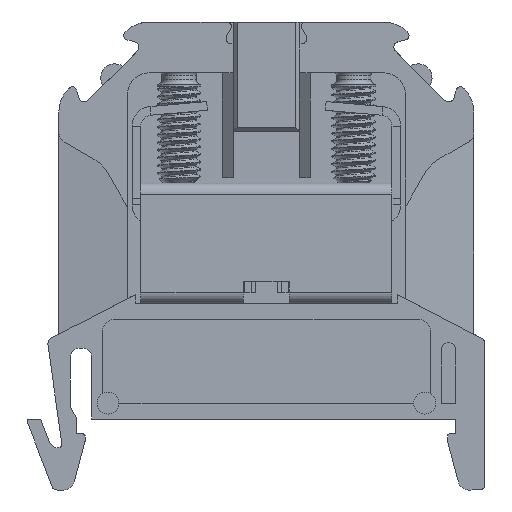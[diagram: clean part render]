
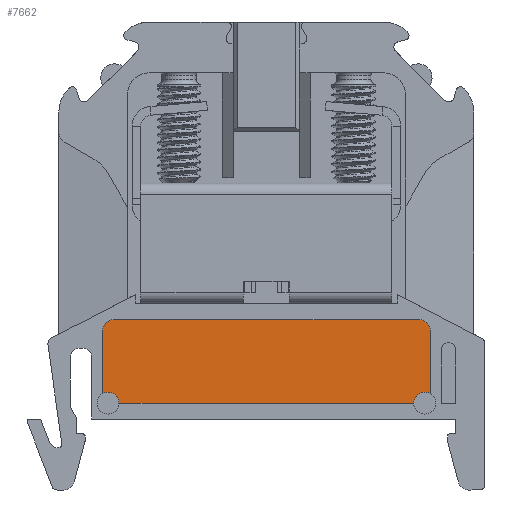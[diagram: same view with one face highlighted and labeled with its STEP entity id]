
A CAD part, front view. The second image highlights one B-rep face of the part: STEP entity #7662.
In plain terms, the highlighted planar face has unit normal (0, -1, 0).
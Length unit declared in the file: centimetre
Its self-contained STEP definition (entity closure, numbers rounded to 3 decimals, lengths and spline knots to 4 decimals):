
#181=PLANE('',#8260);
#624=FACE_OUTER_BOUND('',#1088,.T.);
#1088=EDGE_LOOP('',(#6512,#6513,#6514,#6515,#6516,#6517,#6518,#6519));
#1391=CIRCLE('',#8104,0.1);
#1392=CIRCLE('',#8107,0.1);
#1431=CIRCLE('',#8255,0.1);
#1432=CIRCLE('',#8258,0.1);
#1956=LINE('',#16130,#2729);
#2154=LINE('',#16625,#2927);
#2156=LINE('',#16632,#2929);
#2159=LINE('',#16639,#2932);
#2729=VECTOR('',#9372,2.7);
#2927=VECTOR('',#9866,0.5784);
#2929=VECTOR('',#9874,2.8);
#2932=VECTOR('',#9883,0.5784);
#3662=VERTEX_POINT('',#16122);
#3663=VERTEX_POINT('',#16123);
#3664=VERTEX_POINT('',#16128);
#3665=VERTEX_POINT('',#16132);
#3801=VERTEX_POINT('',#16623);
#3802=VERTEX_POINT('',#16627);
#3803=VERTEX_POINT('',#16631);
#3804=VERTEX_POINT('',#16635);
#4531=EDGE_CURVE('',#3662,#3663,#1391,.T.);
#4535=EDGE_CURVE('',#3663,#3664,#1956,.T.);
#4536=EDGE_CURVE('',#3664,#3665,#1392,.T.);
#4778=EDGE_CURVE('',#3665,#3801,#2154,.T.);
#4779=EDGE_CURVE('',#3801,#3802,#1431,.T.);
#4781=EDGE_CURVE('',#3802,#3803,#2156,.T.);
#4783=EDGE_CURVE('',#3803,#3804,#1432,.T.);
#4785=EDGE_CURVE('',#3804,#3662,#2159,.T.);
#6512=ORIENTED_EDGE('',*,*,#4531,.T.);
#6513=ORIENTED_EDGE('',*,*,#4535,.T.);
#6514=ORIENTED_EDGE('',*,*,#4536,.T.);
#6515=ORIENTED_EDGE('',*,*,#4778,.T.);
#6516=ORIENTED_EDGE('',*,*,#4779,.T.);
#6517=ORIENTED_EDGE('',*,*,#4781,.T.);
#6518=ORIENTED_EDGE('',*,*,#4783,.T.);
#6519=ORIENTED_EDGE('',*,*,#4785,.T.);
#7662=ADVANCED_FACE('',(#624),#181,.T.);
#8104=AXIS2_PLACEMENT_3D('',#16124,#9365,#9366);
#8107=AXIS2_PLACEMENT_3D('',#16133,#9375,#9376);
#8255=AXIS2_PLACEMENT_3D('',#16628,#9869,#9870);
#8258=AXIS2_PLACEMENT_3D('',#16636,#9878,#9879);
#8260=AXIS2_PLACEMENT_3D('',#16640,#9884,#9885);
#9365=DIRECTION('center_axis',(0.,1.,0.));
#9366=DIRECTION('ref_axis',(1.,0.,0.));
#9372=DIRECTION('',(1.,0.,0.));
#9375=DIRECTION('center_axis',(0.,1.,0.));
#9376=DIRECTION('ref_axis',(0.5,0.,0.866));
#9866=DIRECTION('',(0.,0.,1.));
#9869=DIRECTION('center_axis',(0.,-1.,0.));
#9870=DIRECTION('ref_axis',(1.,0.,0.));
#9874=DIRECTION('',(-1.,0.,0.));
#9878=DIRECTION('center_axis',(0.,-1.,0.));
#9879=DIRECTION('ref_axis',(0.,0.,
1.));
#9883=DIRECTION('',(0.,0.,-1.));
#9884=DIRECTION('center_axis',(0.,-1.,0.));
#9885=DIRECTION('ref_axis',(1.,0.,0.));
#16122=CARTESIAN_POINT('',(-1.5675,-0.5875,0.2316));
#16123=CARTESIAN_POINT('',(-1.4175,-0.5875,0.145));
#16124=CARTESIAN_POINT('Origin',(-1.5175,-0.5875,0.145));
#16128=CARTESIAN_POINT('',(1.2825,-0.5875,0.145));
#16130=CARTESIAN_POINT('',(-0.0675,-0.5875,0.145));
#16132=CARTESIAN_POINT('',(1.4325,-0.5875,0.2316));
#16133=CARTESIAN_POINT('Origin',(1.3825,-0.5875,0.145));
#16623=CARTESIAN_POINT('',(1.4325,-0.5875,0.81));
#16625=CARTESIAN_POINT('',(1.4325,-0.5875,0.145));
#16627=CARTESIAN_POINT('',(1.3325,-0.5875,0.91));
#16628=CARTESIAN_POINT('Origin',(1.3325,-0.5875,0.81));
#16631=CARTESIAN_POINT('',(-1.4675,-0.5875,0.91));
#16632=CARTESIAN_POINT('',(-0.0675,-0.5875,0.91));
#16635=CARTESIAN_POINT('',(-1.5675,-0.5875,0.81));
#16636=CARTESIAN_POINT('Origin',(-1.4675,-0.5875,0.81));
#16639=CARTESIAN_POINT('',(-1.5675,-0.5875,0.81));
#16640=CARTESIAN_POINT('Origin',(-0.0675,-0.5875,0.5228));
